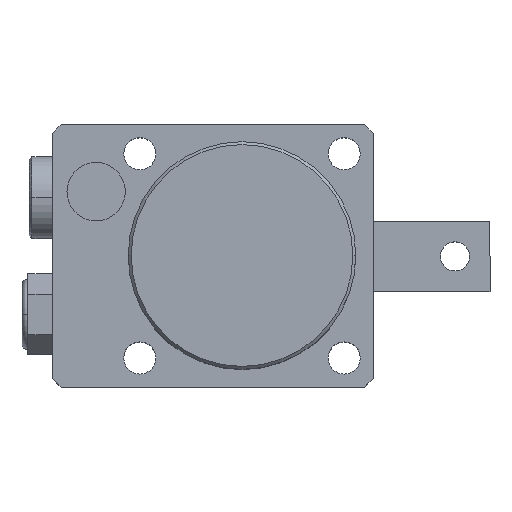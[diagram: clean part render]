
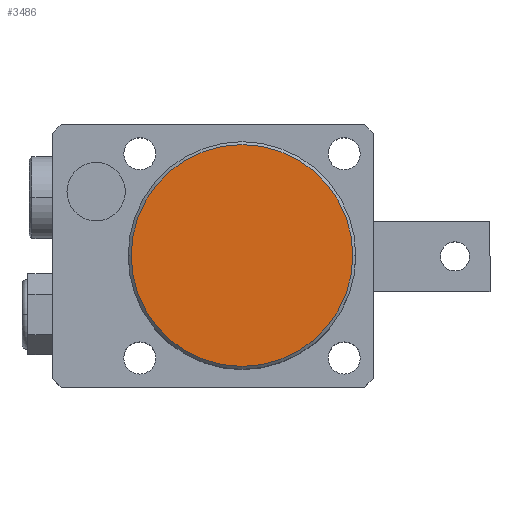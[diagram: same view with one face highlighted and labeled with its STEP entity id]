
A CAD part, top view. The second image highlights one B-rep face of the part: STEP entity #3486.
In plain terms, the highlighted planar face has unit normal (0, 0, 1).
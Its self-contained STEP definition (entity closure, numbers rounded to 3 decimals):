
#144 = ORIENTED_EDGE ( 'NONE', *, *, #3372, .T. ) ;
#1489 = CIRCLE ( 'NONE', #4414, 19. ) ;
#1630 = CARTESIAN_POINT ( 'NONE',  ( 0., 0., 50.75 ) ) ;
#1870 = FACE_OUTER_BOUND ( 'NONE', #2047, .T. ) ;
#2047 = EDGE_LOOP ( 'NONE', ( #2642, #144 ) ) ;
#2135 = DIRECTION ( 'NONE',  ( 0., 0., 1. ) ) ;
#2270 = DIRECTION ( 'NONE',  ( 0., 0., 1. ) ) ;
#2491 = DIRECTION ( 'NONE',  ( 0., 0., 1. ) ) ;
#2642 = ORIENTED_EDGE ( 'NONE', *, *, #6113, .T. ) ;
#2936 = AXIS2_PLACEMENT_3D ( 'NONE', #5181, #2270, #5644 ) ;
#3125 = CIRCLE ( 'NONE', #2936, 19. ) ;
#3236 = CARTESIAN_POINT ( 'NONE',  ( -19., 0., 50.75 ) ) ;
#3372 = EDGE_CURVE ( 'NONE', #3819, #5424, #1489, .T. ) ;
#3486 = ADVANCED_FACE ( 'NONE', ( #1870 ), #4574, .T. ) ;
#3819 = VERTEX_POINT ( 'NONE', #4854 ) ;
#4414 = AXIS2_PLACEMENT_3D ( 'NONE', #5386, #2491, #5861 ) ;
#4574 = PLANE ( 'NONE',  #4949 ) ;
#4854 = CARTESIAN_POINT ( 'NONE',  ( 19., 0., 50.75 ) ) ;
#4949 = AXIS2_PLACEMENT_3D ( 'NONE', #1630, #2135, #5512 ) ;
#5181 = CARTESIAN_POINT ( 'NONE',  ( 0., 0., 50.75 ) ) ;
#5386 = CARTESIAN_POINT ( 'NONE',  ( 0., 0., 50.75 ) ) ;
#5424 = VERTEX_POINT ( 'NONE', #3236 ) ;
#5512 = DIRECTION ( 'NONE',  ( 1., 0., 0. ) ) ;
#5644 = DIRECTION ( 'NONE',  ( 1., 0., 0. ) ) ;
#5861 = DIRECTION ( 'NONE',  ( 1., 0., 0. ) ) ;
#6113 = EDGE_CURVE ( 'NONE', #5424, #3819, #3125, .T. ) ;
